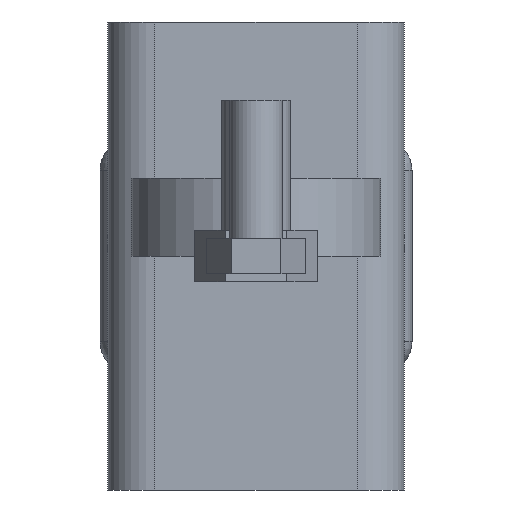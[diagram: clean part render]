
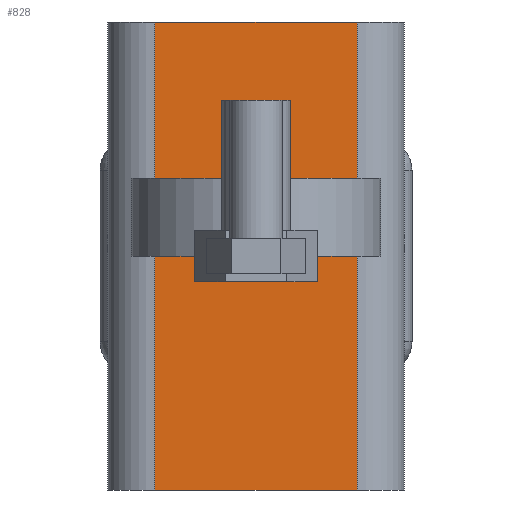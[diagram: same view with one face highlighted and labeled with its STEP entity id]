
A CAD part, front view. The second image highlights one B-rep face of the part: STEP entity #828.
In plain terms, the highlighted planar face has unit normal (0, -1, 0).
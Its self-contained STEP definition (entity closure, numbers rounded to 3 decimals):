
#766 = EDGE_CURVE('',#767,#769,#771,.T.);
#767 = VERTEX_POINT('',#768);
#768 = CARTESIAN_POINT('',(-6.5,-5.,-15.));
#769 = VERTEX_POINT('',#770);
#770 = CARTESIAN_POINT('',(-6.5,-5.,15.));
#771 = LINE('',#772,#773);
#772 = CARTESIAN_POINT('',(-6.5,-5.,-15.));
#773 = VECTOR('',#774,1.);
#774 = DIRECTION('',(0.,0.,1.));
#828 = ADVANCED_FACE('',(#829),#854,.F.);
#829 = FACE_BOUND('',#830,.F.);
#830 = EDGE_LOOP('',(#831,#839,#840,#848));
#831 = ORIENTED_EDGE('',*,*,#832,.F.);
#832 = EDGE_CURVE('',#767,#833,#835,.T.);
#833 = VERTEX_POINT('',#834);
#834 = CARTESIAN_POINT('',(6.5,-5.,-15.));
#835 = LINE('',#836,#837);
#836 = CARTESIAN_POINT('',(-6.5,-5.,-15.));
#837 = VECTOR('',#838,1.);
#838 = DIRECTION('',(1.,0.,0.));
#839 = ORIENTED_EDGE('',*,*,#766,.T.);
#840 = ORIENTED_EDGE('',*,*,#841,.T.);
#841 = EDGE_CURVE('',#769,#842,#844,.T.);
#842 = VERTEX_POINT('',#843);
#843 = CARTESIAN_POINT('',(6.5,-5.,15.));
#844 = LINE('',#845,#846);
#845 = CARTESIAN_POINT('',(-6.5,-5.,15.));
#846 = VECTOR('',#847,1.);
#847 = DIRECTION('',(1.,0.,0.));
#848 = ORIENTED_EDGE('',*,*,#849,.F.);
#849 = EDGE_CURVE('',#833,#842,#850,.T.);
#850 = LINE('',#851,#852);
#851 = CARTESIAN_POINT('',(6.5,-5.,-15.));
#852 = VECTOR('',#853,1.);
#853 = DIRECTION('',(0.,0.,1.));
#854 = PLANE('',#855);
#855 = AXIS2_PLACEMENT_3D('',#856,#857,#858);
#856 = CARTESIAN_POINT('',(-6.5,-5.,-15.));
#857 = DIRECTION('',(0.,1.,0.));
#858 = DIRECTION('',(0.,0.,1.));
